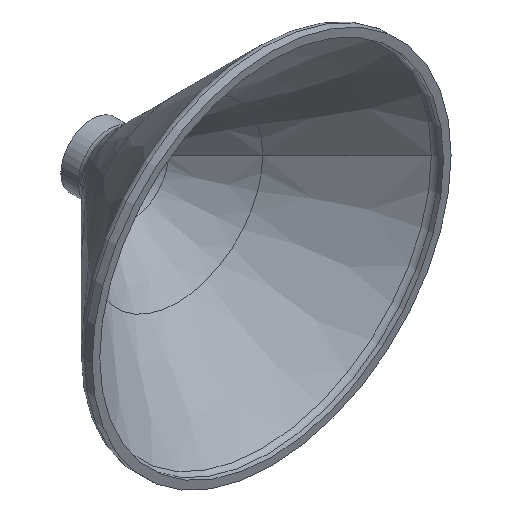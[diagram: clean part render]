
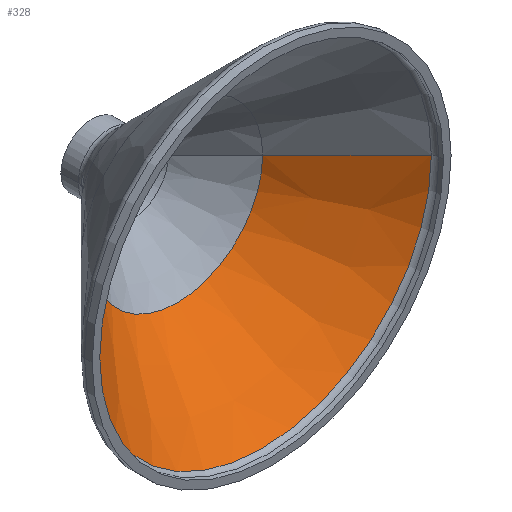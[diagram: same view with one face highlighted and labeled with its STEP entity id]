
A CAD part, isometric view. The second image highlights one B-rep face of the part: STEP entity #328.
In plain terms, the highlighted conical face has half-angle 45 degrees and reference radius 72.95 mm.
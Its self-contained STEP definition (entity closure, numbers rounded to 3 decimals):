
#10 = DIRECTION ( 'NONE',  ( 0.707, -0.707, 0. ) ) ;
#24 = CARTESIAN_POINT ( 'NONE',  ( 0., 40., 0. ) ) ;
#34 = CARTESIAN_POINT ( 'NONE',  ( 0., 3.25, 0. ) ) ;
#58 = CARTESIAN_POINT ( 'NONE',  ( -72.95, 3.25, 0. ) ) ;
#77 = CARTESIAN_POINT ( 'NONE',  ( 72.95, 3.25, 0. ) ) ;
#109 = ORIENTED_EDGE ( 'NONE', *, *, #1025, .F. ) ;
#122 = EDGE_CURVE ( 'NONE', #923, #640, #146, .T. ) ;
#133 = EDGE_CURVE ( 'NONE', #1035, #923, #308, .T. ) ;
#146 = CIRCLE ( 'NONE', #427, 71.998 ) ;
#187 = DIRECTION ( 'NONE',  ( 0., -1., 0. ) ) ;
#217 = EDGE_LOOP ( 'NONE', ( #109, #384, #886, #287 ) ) ;
#287 = ORIENTED_EDGE ( 'NONE', *, *, #908, .F. ) ;
#308 = LINE ( 'NONE', #58, #381 ) ;
#314 = DIRECTION ( 'NONE',  ( 1., 0., 0. ) ) ;
#328 = ADVANCED_FACE ( 'NONE', ( #1054 ), #470, .F. ) ;
#381 = VECTOR ( 'NONE', #400, 1000. ) ;
#384 = ORIENTED_EDGE ( 'NONE', *, *, #133, .T. ) ;
#386 = CARTESIAN_POINT ( 'NONE',  ( 0., 4.202, 0. ) ) ;
#396 = CARTESIAN_POINT ( 'NONE',  ( -36.2, 40., 0. ) ) ;
#400 = DIRECTION ( 'NONE',  ( -0.707, -0.707, 0. ) ) ;
#427 = AXIS2_PLACEMENT_3D ( 'NONE', #386, #911, #314 ) ;
#470 = CONICAL_SURFACE ( 'NONE', #1094, 72.95, 0.785 ) ;
#493 = CARTESIAN_POINT ( 'NONE',  ( 36.2, 40., 0. ) ) ;
#630 = CARTESIAN_POINT ( 'NONE',  ( 71.998, 4.202, 0. ) ) ;
#640 = VERTEX_POINT ( 'NONE', #630 ) ;
#653 = AXIS2_PLACEMENT_3D ( 'NONE', #24, #1092, #1087 ) ;
#694 = CARTESIAN_POINT ( 'NONE',  ( -71.998, 4.202, 0. ) ) ;
#801 = VERTEX_POINT ( 'NONE', #493 ) ;
#827 = CIRCLE ( 'NONE', #653, 36.2 ) ;
#865 = DIRECTION ( 'NONE',  ( 1., 0., 0. ) ) ;
#875 = LINE ( 'NONE', #77, #901 ) ;
#886 = ORIENTED_EDGE ( 'NONE', *, *, #122, .T. ) ;
#901 = VECTOR ( 'NONE', #10, 1000. ) ;
#908 = EDGE_CURVE ( 'NONE', #801, #640, #875, .T. ) ;
#911 = DIRECTION ( 'NONE',  ( 0., -1., 0. ) ) ;
#923 = VERTEX_POINT ( 'NONE', #694 ) ;
#1025 = EDGE_CURVE ( 'NONE', #1035, #801, #827, .T. ) ;
#1035 = VERTEX_POINT ( 'NONE', #396 ) ;
#1054 = FACE_OUTER_BOUND ( 'NONE', #217, .T. ) ;
#1087 = DIRECTION ( 'NONE',  ( 0., 0., 1. ) ) ;
#1092 = DIRECTION ( 'NONE',  ( 0., -1., 0. ) ) ;
#1094 = AXIS2_PLACEMENT_3D ( 'NONE', #34, #187, #865 ) ;
